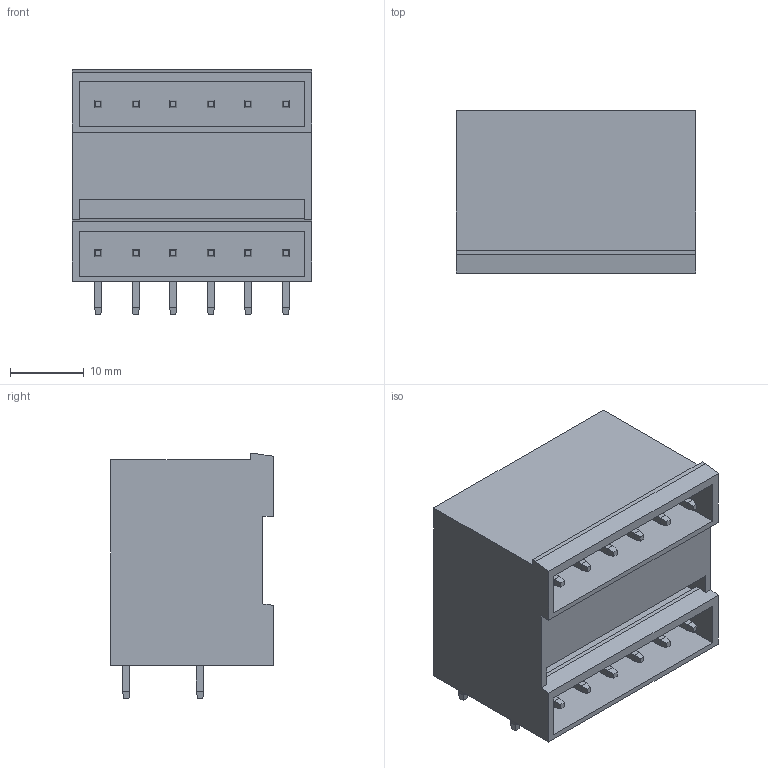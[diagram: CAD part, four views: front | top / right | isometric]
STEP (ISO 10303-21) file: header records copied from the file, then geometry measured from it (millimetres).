
FILE_DESCRIPTION(('CATIA V5 STEP Exchange','CAx-IF Rec.Pracs.--- Model Styling and Organization---1.4--- 2014-01-23'),'2;1');
FILE_NAME ('D1489871_0_1602060000_1602060000.stp','2021-06-16T13:45:21+00:00',('none'),('Weidmueller'),'CATIA Version 5-6 Release 2016 SP3 HF44','CATIA V5 STEP AP214','none');
FILE_SCHEMA(('AUTOMOTIVE_DESIGN { 1 0 10303 214 1 1 1 1 }'));
Length unit declared in the file: millimetre
Products named in the file (1): 1602060000
Bounding box: 32.48 x 22 x 33.18 mm (x, y, z)
Volume: 10025.3 mm3; surface area: 10522.4 mm2
Topology: 13 solids, 13 shells, 298 faces, 714 edges, 444 vertices
Faces by surface type: plane 298
Entity records: 8411 total; most frequent: ORIENTED_EDGE 1428, CARTESIAN_POINT 1398, DIRECTION 1192, VECTOR 714, EDGE_CURVE 714, LINE 714, VERTEX_POINT 444, EDGE_LOOP 324
